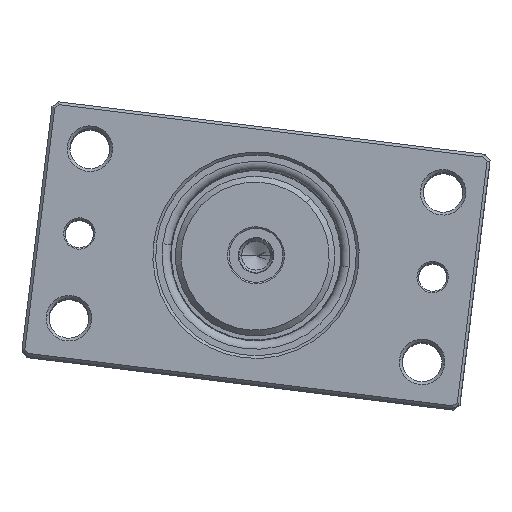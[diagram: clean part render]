
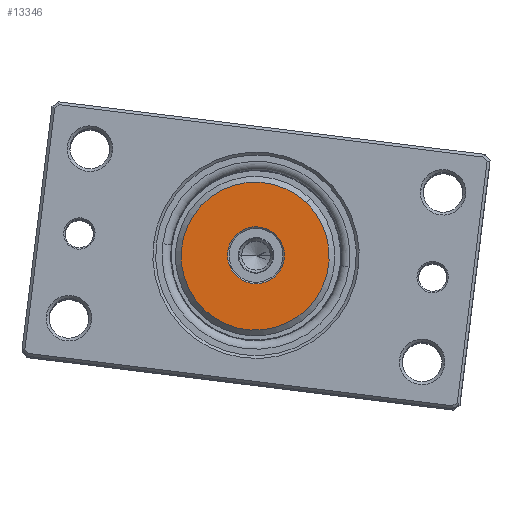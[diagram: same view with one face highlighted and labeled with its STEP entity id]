
A CAD part, top view. The second image highlights one B-rep face of the part: STEP entity #13346.
In plain terms, the highlighted face is planar.
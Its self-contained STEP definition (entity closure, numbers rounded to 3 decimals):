
#8079 = FACE_OUTER_BOUND ( 'NONE', #31728, .T. ) ;
#8958 = ORIENTED_EDGE ( 'NONE', *, *, #25738, .T. ) ;
#9641 = CARTESIAN_POINT ( 'NONE',  ( 0., 50., 0. ) ) ;
#9836 = EDGE_CURVE ( 'NONE', #17962, #42681, #50560, .T. ) ;
#13346 = ADVANCED_FACE ( 'NONE', ( #59912, #8079 ), #39134, .T. ) ;
#14544 = DIRECTION ( 'NONE',  ( 0., 0., 1. ) ) ;
#14709 = DIRECTION ( 'NONE',  ( 0., 0., 1. ) ) ;
#17127 = CARTESIAN_POINT ( 'NONE',  ( 0., 50., 26.424 ) ) ;
#17761 = AXIS2_PLACEMENT_3D ( 'NONE', #9641, #44787, #14709 ) ;
#17962 = VERTEX_POINT ( 'NONE', #57918 ) ;
#18709 = ORIENTED_EDGE ( 'NONE', *, *, #43952, .T. ) ;
#25143 = ORIENTED_EDGE ( 'NONE', *, *, #26291, .T. ) ;
#25738 = EDGE_CURVE ( 'NONE', #37665, #43823, #44347, .T. ) ;
#26291 = EDGE_CURVE ( 'NONE', #43823, #37665, #63901, .T. ) ;
#26336 = EDGE_LOOP ( 'NONE', ( #8958, #25143 ) ) ;
#26834 = AXIS2_PLACEMENT_3D ( 'NONE', #39574, #44624, #14544 ) ;
#27773 = DIRECTION ( 'NONE',  ( 0., -1., 0. ) ) ;
#29879 = CARTESIAN_POINT ( 'NONE',  ( 0., 50., 0.424 ) ) ;
#29890 = DIRECTION ( 'NONE',  ( 0., 1., 0. ) ) ;
#31728 = EDGE_LOOP ( 'NONE', ( #47250, #18709 ) ) ;
#33725 = AXIS2_PLACEMENT_3D ( 'NONE', #29879, #65023, #34947 ) ;
#34947 = DIRECTION ( 'NONE',  ( 0., 0., 1. ) ) ;
#37665 = VERTEX_POINT ( 'NONE', #54517 ) ;
#39134 = PLANE ( 'NONE',  #26834 ) ;
#39574 = CARTESIAN_POINT ( 'NONE',  ( 0., 50., 0.424 ) ) ;
#41714 = AXIS2_PLACEMENT_3D ( 'NONE', #57807, #27773, #62902 ) ;
#42681 = VERTEX_POINT ( 'NONE', #17127 ) ;
#43322 = CIRCLE ( 'NONE', #62847, 26. ) ;
#43823 = VERTEX_POINT ( 'NONE', #48574 ) ;
#43952 = EDGE_CURVE ( 'NONE', #42681, #17962, #43322, .T. ) ;
#44347 = CIRCLE ( 'NONE', #41714, 10. ) ;
#44624 = DIRECTION ( 'NONE',  ( 0., 1., 0. ) ) ;
#44787 = DIRECTION ( 'NONE',  ( 0., -1., 0. ) ) ;
#47250 = ORIENTED_EDGE ( 'NONE', *, *, #9836, .T. ) ;
#48574 = CARTESIAN_POINT ( 'NONE',  ( 0., 50., -10. ) ) ;
#50560 = CIRCLE ( 'NONE', #33725, 26. ) ;
#54517 = CARTESIAN_POINT ( 'NONE',  ( 0., 50., 10. ) ) ;
#57807 = CARTESIAN_POINT ( 'NONE',  ( 0., 50., 0. ) ) ;
#57918 = CARTESIAN_POINT ( 'NONE',  ( 0., 50., -25.576 ) ) ;
#59912 = FACE_BOUND ( 'NONE', #26336, .T. ) ;
#59926 = CARTESIAN_POINT ( 'NONE',  ( 0., 50., 0.424 ) ) ;
#62847 = AXIS2_PLACEMENT_3D ( 'NONE', #59926, #29890, #65032 ) ;
#62902 = DIRECTION ( 'NONE',  ( 0., 0., 1. ) ) ;
#63901 = CIRCLE ( 'NONE', #17761, 10. ) ;
#65023 = DIRECTION ( 'NONE',  ( 0., 1., 0. ) ) ;
#65032 = DIRECTION ( 'NONE',  ( 0., 0., 1. ) ) ;
